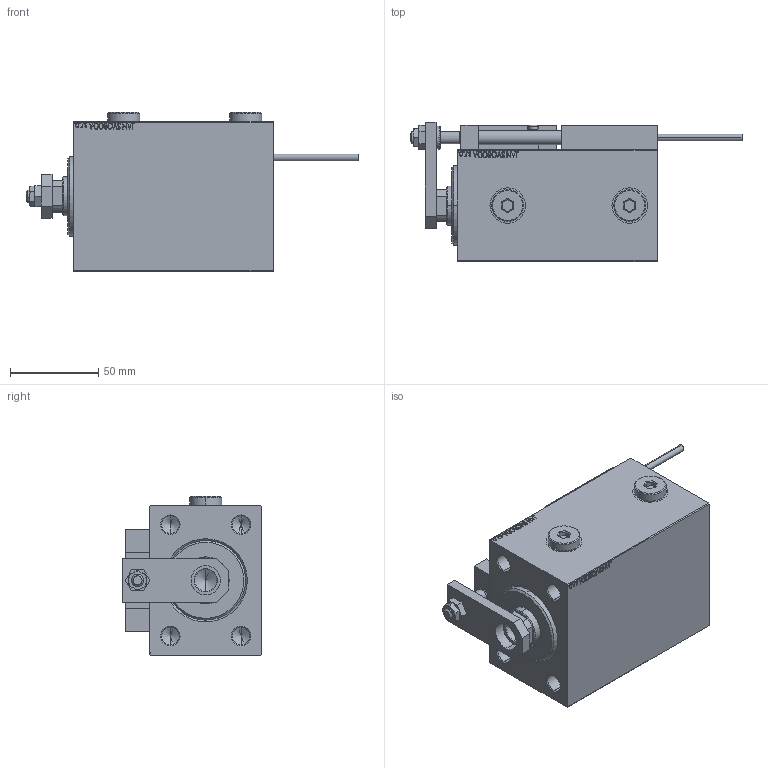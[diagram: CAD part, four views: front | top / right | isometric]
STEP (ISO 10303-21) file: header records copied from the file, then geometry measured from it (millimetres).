
FILE_DESCRIPTION (( 'STEP AP203' ), '1' );
FILE_NAME ('af29.STEP', '2024-02-13T02:48:02', ( '' ), ( '' ), 'SwSTEP 2.0', 'SolidWorks 2019', '' );
FILE_SCHEMA (( 'CONFIG_CONTROL_DESIGN' ));
Length unit declared in the file: millimetre
Products named in the file (17): Zatka_OIL_PORT 7710e746f2eb9f8dabff774f3b508644; V450CM_B_VCP 7710e746f2eb9f8dabff774f3b508644; V450CM_VC_B 7710e746f2eb9f8dabff774f3b508644; NUT_D10 7710e746f2eb9f8dabff774f3b508644; MAGNET 7710e746f2eb9f8dabff774f3b508644; ALLEN BOLT D5 7710e746f2eb9f8dabff774f3b508644; NUT_D12 7710e746f2eb9f8dabff774f3b508644; SWITCH_X_FRONT_BACK 7710e746f2eb9f8dabff774f3b508644; KONCOVKA 7710e746f2eb9f8dabff774f3b508644; SWITCH DIM B,W 7710e746f2eb9f8dabff774f3b508644; TYC_L79 7710e746f2eb9f8dabff774f3b508644; V450CM_B_Body 7710e746f2eb9f8dabff774f3b508644; ZARAZKA 7710e746f2eb9f8dabff774f3b508644; af29; SWITCH X 7710e746f2eb9f8dabff774f3b508644; ALLEN BOLT D8 7710e746f2eb9f8dabff774f3b508644; Block 7710e746f2eb9f8dabff774f3b508644
Assembly tree (27 placements, depth 3):
  af29
    V450CM_B_Body 7710e746f2eb9f8dabff774f3b508644
    V450CM_B_VCP 7710e746f2eb9f8dabff774f3b508644
    SWITCH X 7710e746f2eb9f8dabff774f3b508644
      SWITCH_X_FRONT_BACK 7710e746f2eb9f8dabff774f3b508644  x2
      TYC_L79 7710e746f2eb9f8dabff774f3b508644
      Block 7710e746f2eb9f8dabff774f3b508644  x2
      ALLEN BOLT D5 7710e746f2eb9f8dabff774f3b508644  x4
      ALLEN BOLT D8 7710e746f2eb9f8dabff774f3b508644  x4
      MAGNET 7710e746f2eb9f8dabff774f3b508644  x2
      KONCOVKA 7710e746f2eb9f8dabff774f3b508644  x2
    NUT_D10 7710e746f2eb9f8dabff774f3b508644
    NUT_D12 7710e746f2eb9f8dabff774f3b508644
    SWITCH DIM B,W 7710e746f2eb9f8dabff774f3b508644
    ZARAZKA 7710e746f2eb9f8dabff774f3b508644
    V450CM_VC_B 7710e746f2eb9f8dabff774f3b508644
    Zatka_OIL_PORT 7710e746f2eb9f8dabff774f3b508644  x2
Bounding box: 187.7 x 78.5 x 89.9 mm (x, y, z)
Volume: 597621.4 mm3; surface area: 110419.4 mm2
Topology: 26 solids, 26 shells, 1372 faces, 3272 edges, 2070 vertices
Faces by surface type: plane 595, bspline 380, cylinder 200, cone 149, torus 44, sphere 4
Entity records: 52520 total; most frequent: CARTESIAN_POINT 26519, ORIENTED_EDGE 5452, DIRECTION 3779, EDGE_CURVE 2726, VERTEX_POINT 1770, LINE 1575, VECTOR 1575, EDGE_LOOP 1266
